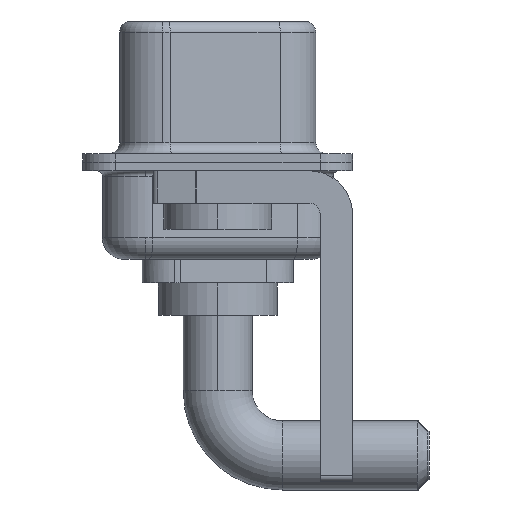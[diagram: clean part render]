
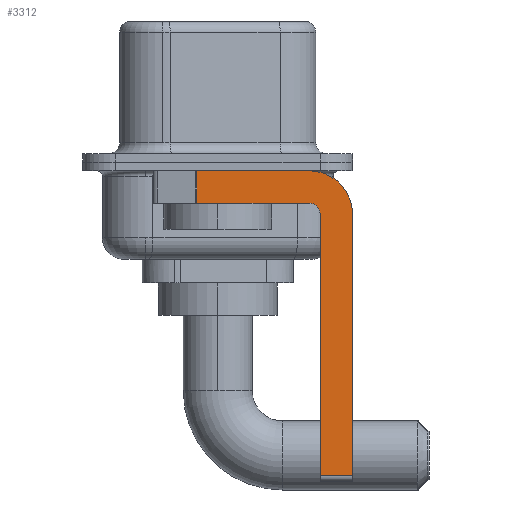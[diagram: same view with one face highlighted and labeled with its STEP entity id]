
A CAD part, left-side view. The second image highlights one B-rep face of the part: STEP entity #3312.
In plain terms, the highlighted planar face has unit normal (-1, 0, 0).
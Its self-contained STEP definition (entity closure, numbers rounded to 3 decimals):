
#55 = EDGE_CURVE ( 'NONE', #8455, #13603, #11785, .T. ) ;
#860 = AXIS2_PLACEMENT_3D ( 'NONE', #5574, #10208, #12920 ) ;
#876 = CARTESIAN_POINT ( 'NONE',  ( -2.9, -4.25, -14.55 ) ) ;
#924 = DIRECTION ( 'NONE',  ( -1., 0., 0. ) ) ;
#930 = EDGE_CURVE ( 'NONE', #7924, #10389, #14887, .T. ) ;
#1031 = LINE ( 'NONE', #8381, #14187 ) ;
#1052 = CARTESIAN_POINT ( 'NONE',  ( -2.9, -4.25, -2.4 ) ) ;
#1666 = VERTEX_POINT ( 'NONE', #9400 ) ;
#2208 = VERTEX_POINT ( 'NONE', #10897 ) ;
#2303 = DIRECTION ( 'NONE',  ( 0., 0., -1. ) ) ;
#2329 = PLANE ( 'NONE',  #860 ) ;
#2468 = CARTESIAN_POINT ( 'NONE',  ( -2.9, -4.75, -14.55 ) ) ;
#3057 = ORIENTED_EDGE ( 'NONE', *, *, #7230, .F. ) ;
#3179 = DIRECTION ( 'NONE',  ( 0., 0., -1. ) ) ;
#3312 = ADVANCED_FACE ( 'NONE', ( #3499 ), #2329, .F. ) ;
#3319 = VECTOR ( 'NONE', #9379, 1000. ) ;
#3499 = FACE_OUTER_BOUND ( 'NONE', #4893, .T. ) ;
#3608 = VECTOR ( 'NONE', #3179, 1000. ) ;
#3648 = CARTESIAN_POINT ( 'NONE',  ( -2.9, -6.25, -2.4 ) ) ;
#3781 = ORIENTED_EDGE ( 'NONE', *, *, #10866, .F. ) ;
#3785 = EDGE_CURVE ( 'NONE', #2208, #10727, #15213, .T. ) ;
#4248 = AXIS2_PLACEMENT_3D ( 'NONE', #1052, #8180, #2303 ) ;
#4296 = CARTESIAN_POINT ( 'NONE',  ( -2.9, -4.75, -14.8 ) ) ;
#4503 = DIRECTION ( 'NONE',  ( 0., 0., 1. ) ) ;
#4533 = CARTESIAN_POINT ( 'NONE',  ( -2.9, 0.978, -1.9 ) ) ;
#4893 = EDGE_LOOP ( 'NONE', ( #3781, #13994, #5150, #8674, #3057, #11871, #5002, #13190 ) ) ;
#5002 = ORIENTED_EDGE ( 'NONE', *, *, #5814, .F. ) ;
#5150 = ORIENTED_EDGE ( 'NONE', *, *, #11867, .F. ) ;
#5574 = CARTESIAN_POINT ( 'NONE',  ( -2.9, -4.25, -2.4 ) ) ;
#5814 = EDGE_CURVE ( 'NONE', #10051, #13603, #8021, .T. ) ;
#6902 = DIRECTION ( 'NONE',  ( 0., -1., 0. ) ) ;
#7230 = EDGE_CURVE ( 'NONE', #8455, #7924, #12475, .T. ) ;
#7895 = CARTESIAN_POINT ( 'NONE',  ( -2.9, -4.75, -2.4 ) ) ;
#7924 = VERTEX_POINT ( 'NONE', #7895 ) ;
#8021 = LINE ( 'NONE', #12745, #10776 ) ;
#8180 = DIRECTION ( 'NONE',  ( 1., 0., 0. ) ) ;
#8324 = DIRECTION ( 'NONE',  ( 0., 0., -1. ) ) ;
#8381 = CARTESIAN_POINT ( 'NONE',  ( -2.9, 3., -0.4 ) ) ;
#8391 = EDGE_CURVE ( 'NONE', #1666, #10051, #11135, .T. ) ;
#8455 = VERTEX_POINT ( 'NONE', #2468 ) ;
#8674 = ORIENTED_EDGE ( 'NONE', *, *, #930, .F. ) ;
#9037 = CARTESIAN_POINT ( 'NONE',  ( -2.9, 0.978, -1.9 ) ) ;
#9379 = DIRECTION ( 'NONE',  ( 0., -1., 0. ) ) ;
#9400 = CARTESIAN_POINT ( 'NONE',  ( -2.9, -4.25, -0.4 ) ) ;
#9414 = LINE ( 'NONE', #12995, #13227 ) ;
#10051 = VERTEX_POINT ( 'NONE', #3648 ) ;
#10208 = DIRECTION ( 'NONE',  ( 1., 0., 0. ) ) ;
#10353 = CARTESIAN_POINT ( 'NONE',  ( -2.9, -4.25, -2.4 ) ) ;
#10389 = VERTEX_POINT ( 'NONE', #14111 ) ;
#10592 = VECTOR ( 'NONE', #11461, 1000. ) ;
#10727 = VERTEX_POINT ( 'NONE', #4533 ) ;
#10776 = VECTOR ( 'NONE', #8324, 1000. ) ;
#10866 = EDGE_CURVE ( 'NONE', #2208, #1666, #1031, .T. ) ;
#10897 = CARTESIAN_POINT ( 'NONE',  ( -2.9, 0.978, -0.4 ) ) ;
#11135 = CIRCLE ( 'NONE', #4248, 2. ) ;
#11461 = DIRECTION ( 'NONE',  ( 0., 0., 1. ) ) ;
#11785 = LINE ( 'NONE', #876, #3319 ) ;
#11813 = CARTESIAN_POINT ( 'NONE',  ( -2.9, -6.25, -14.55 ) ) ;
#11867 = EDGE_CURVE ( 'NONE', #10389, #10727, #9414, .T. ) ;
#11871 = ORIENTED_EDGE ( 'NONE', *, *, #55, .T. ) ;
#12475 = LINE ( 'NONE', #4296, #10592 ) ;
#12745 = CARTESIAN_POINT ( 'NONE',  ( -2.9, -6.25, -2.4 ) ) ;
#12844 = DIRECTION ( 'NONE',  ( 0., 1., 0. ) ) ;
#12920 = DIRECTION ( 'NONE',  ( 0., 0., -1. ) ) ;
#12995 = CARTESIAN_POINT ( 'NONE',  ( -2.9, -4.25, -1.9 ) ) ;
#13190 = ORIENTED_EDGE ( 'NONE', *, *, #8391, .F. ) ;
#13227 = VECTOR ( 'NONE', #12844, 1000. ) ;
#13603 = VERTEX_POINT ( 'NONE', #11813 ) ;
#13669 = AXIS2_PLACEMENT_3D ( 'NONE', #10353, #924, #4503 ) ;
#13994 = ORIENTED_EDGE ( 'NONE', *, *, #3785, .T. ) ;
#14111 = CARTESIAN_POINT ( 'NONE',  ( -2.9, -4.25, -1.9 ) ) ;
#14187 = VECTOR ( 'NONE', #6902, 1000. ) ;
#14887 = CIRCLE ( 'NONE', #13669, 0.5 ) ;
#15213 = LINE ( 'NONE', #9037, #3608 ) ;
